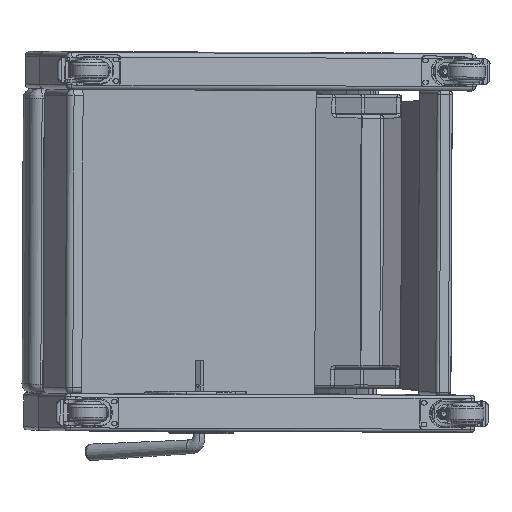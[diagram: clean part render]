
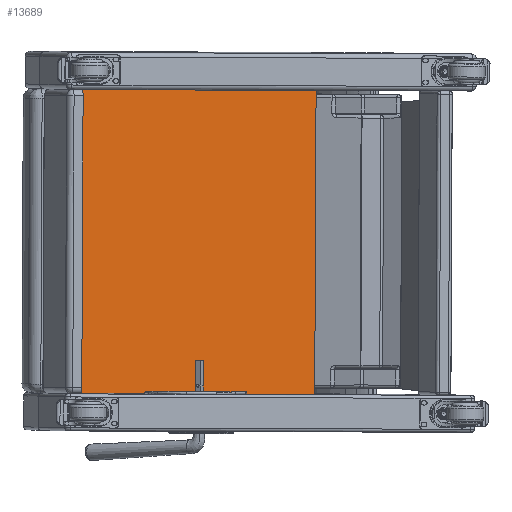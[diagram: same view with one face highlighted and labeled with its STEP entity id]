
A CAD part, front view. The second image highlights one B-rep face of the part: STEP entity #13689.
In plain terms, the highlighted face is planar.
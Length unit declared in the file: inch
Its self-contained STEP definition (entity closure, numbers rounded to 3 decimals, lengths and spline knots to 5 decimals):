
#673=PLANE('',#15170);
#1378=FACE_OUTER_BOUND('',#2290,.T.);
#2290=EDGE_LOOP('',(#10185,#10186,#10187,#10188));
#3215=LINE('',#29935,#4101);
#3222=LINE('',#29949,#4108);
#3224=LINE('',#29952,#4110);
#3230=LINE('',#29969,#4116);
#4101=VECTOR('',#17768,0.3937);
#4108=VECTOR('',#17777,0.3937);
#4110=VECTOR('',#17781,0.3937);
#4116=VECTOR('',#17797,0.3937);
#6061=VERTEX_POINT('',#29932);
#6062=VERTEX_POINT('',#29934);
#6067=VERTEX_POINT('',#29946);
#6068=VERTEX_POINT('',#29948);
#7565=EDGE_CURVE('',#6061,#6062,#3215,.T.);
#7572=EDGE_CURVE('',#6067,#6068,#3222,.T.);
#7574=EDGE_CURVE('',#6061,#6068,#3224,.T.);
#7580=EDGE_CURVE('',#6067,#6062,#3230,.T.);
#10185=ORIENTED_EDGE('',*,*,#7580,.T.);
#10186=ORIENTED_EDGE('',*,*,#7565,.F.);
#10187=ORIENTED_EDGE('',*,*,#7574,.T.);
#10188=ORIENTED_EDGE('',*,*,#7572,.F.);
#13689=ADVANCED_FACE('',(#1378),#673,.T.);
#15170=AXIS2_PLACEMENT_3D('',#29970,#17798,#17799);
#17768=DIRECTION('',(1.,0.,0.));
#17777=DIRECTION('',(-1.,0.,0.));
#17781=DIRECTION('',(0.,0.,-1.));
#17797=DIRECTION('',(0.,0.,1.));
#17798=DIRECTION('center_axis',(0.,-1.,0.));
#17799=DIRECTION('ref_axis',(1.,0.,0.));
#29932=CARTESIAN_POINT('',(-12.33407,-1.97439,12.3125));
#29934=CARTESIAN_POINT('',(6.68333,-1.97439,12.3125));
#29935=CARTESIAN_POINT('',(-12.33407,-1.97439,12.3125));
#29946=CARTESIAN_POINT('',(6.68333,-1.97439,-12.3125));
#29948=CARTESIAN_POINT('',(-12.33407,-1.97439,-12.3125));
#29949=CARTESIAN_POINT('',(-12.33407,-1.97439,-12.3125));
#29952=CARTESIAN_POINT('',(-12.33407,-1.97439,0.));
#29969=CARTESIAN_POINT('',(6.68333,-1.97439,0.));
#29970=CARTESIAN_POINT('Origin',(-12.33407,-1.97439,0.));
